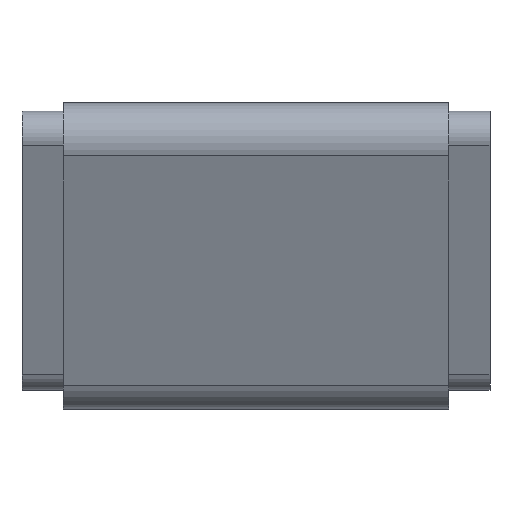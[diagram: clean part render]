
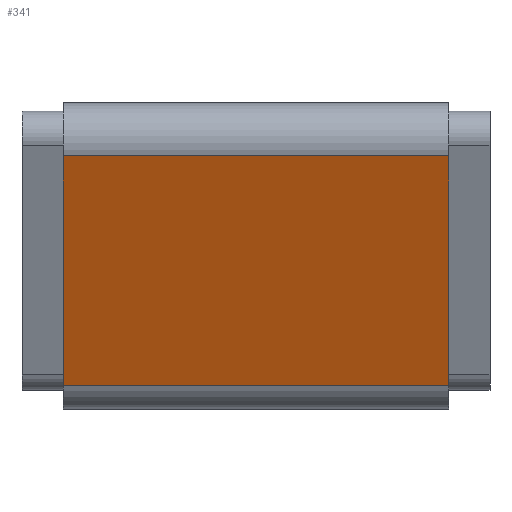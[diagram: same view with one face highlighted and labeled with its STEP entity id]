
A CAD part, top view. The second image highlights one B-rep face of the part: STEP entity #341.
In plain terms, the highlighted planar face has unit normal (0, -0.383, 0.924).
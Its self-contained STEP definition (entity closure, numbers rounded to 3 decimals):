
#289=CARTESIAN_POINT('Vertex',(-7.,54.603,15.206)) ;
#292=CARTESIAN_POINT('Line Origine',(0.,54.603,15.206)) ;
#296=CARTESIAN_POINT('Vertex',(7.,54.603,15.206)) ;
#311=CARTESIAN_POINT('Axis2P3D Location',(0.,54.603,15.206)) ;
#316=CARTESIAN_POINT('Line Origine',(-7.,50.438,13.481)) ;
#320=CARTESIAN_POINT('Vertex',(-7.,46.273,11.755)) ;
#323=CARTESIAN_POINT('Line Origine',(0.,46.273,11.755)) ;
#327=CARTESIAN_POINT('Vertex',(7.,46.273,11.755)) ;
#330=CARTESIAN_POINT('Line Origine',(7.,50.438,13.481)) ;
#294=VECTOR('Line Direction',#293,1.) ;
#318=VECTOR('Line Direction',#317,1.) ;
#325=VECTOR('Line Direction',#324,1.) ;
#332=VECTOR('Line Direction',#331,1.) ;
#293=DIRECTION('Vector Direction',(1.,0.,0.)) ;
#312=DIRECTION('Axis2P3D Direction',(0.,0.383,-0.924)) ;
#313=DIRECTION('Axis2P3D XDirection',(0.,-0.924,-0.383)) ;
#317=DIRECTION('Vector Direction',(0.,-0.924,-0.383)) ;
#324=DIRECTION('Vector Direction',(-1.,0.,0.)) ;
#331=DIRECTION('Vector Direction',(0.,-0.924,-0.383)) ;
#314=AXIS2_PLACEMENT_3D('Plane Axis2P3D',#311,#312,#313) ;
#295=LINE('Line',#292,#294) ;
#319=LINE('Line',#316,#318) ;
#326=LINE('Line',#323,#325) ;
#333=LINE('Line',#330,#332) ;
#315=PLANE('',#314) ;
#298=EDGE_CURVE('',#297,#290,#295,.F.) ;
#322=EDGE_CURVE('',#290,#321,#319,.T.) ;
#329=EDGE_CURVE('',#328,#321,#326,.T.) ;
#334=EDGE_CURVE('',#297,#328,#333,.T.) ;
#335=EDGE_LOOP('',(#336,#337,#338,#339)) ;
#336=ORIENTED_EDGE('',*,*,#322,.T.) ;
#337=ORIENTED_EDGE('',*,*,#329,.F.) ;
#338=ORIENTED_EDGE('',*,*,#334,.F.) ;
#339=ORIENTED_EDGE('',*,*,#298,.T.) ;
#290=VERTEX_POINT('',#289) ;
#297=VERTEX_POINT('',#296) ;
#321=VERTEX_POINT('',#320) ;
#328=VERTEX_POINT('',#327) ;
#341=ADVANCED_FACE('PartBody',(#340),#315,.F.) ;
#340=FACE_OUTER_BOUND('',#335,.T.) ;
